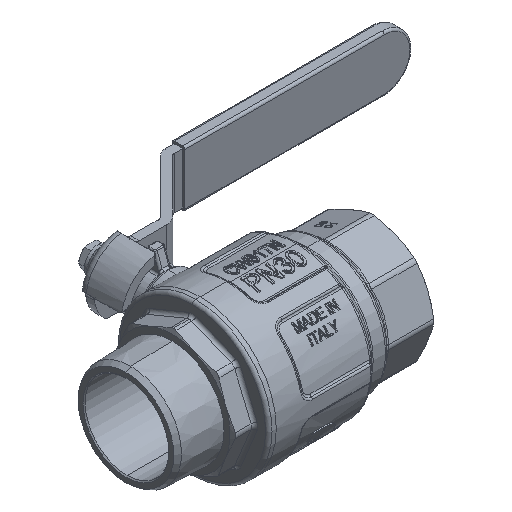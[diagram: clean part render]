
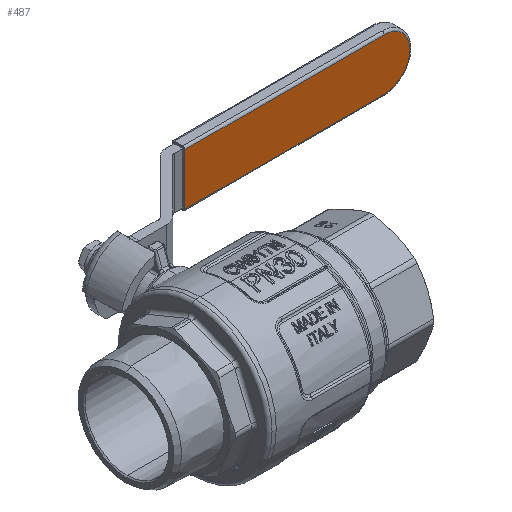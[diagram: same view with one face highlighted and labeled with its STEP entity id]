
A CAD part, isometric view. The second image highlights one B-rep face of the part: STEP entity #487.
In plain terms, the highlighted planar face has unit normal (0, -1, 0).
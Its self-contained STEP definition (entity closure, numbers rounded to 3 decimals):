
#487 = ADVANCED_FACE ( 'NONE', ( #15612 ), #7978, .F. ) ;
#2228 = CARTESIAN_POINT ( 'NONE',  ( 98.592, 86.3, 12. ) ) ;
#2665 = CARTESIAN_POINT ( 'NONE',  ( 149.356, 86.3, -11.37 ) ) ;
#2826 = CARTESIAN_POINT ( 'NONE',  ( 156.435, 86.3, -4.957 ) ) ;
#2973 = CARTESIAN_POINT ( 'NONE',  ( 156.441, 86.3, 4.944 ) ) ;
#3061 = VECTOR ( 'NONE', #43420, 1000. ) ;
#3236 = CARTESIAN_POINT ( 'NONE',  ( 54.113, 86.3, -12. ) ) ;
#3239 = CARTESIAN_POINT ( 'NONE',  ( 148.623, 86.3, 11.613 ) ) ;
#4822 = VERTEX_POINT ( 'NONE', #30533 ) ;
#5970 = CARTESIAN_POINT ( 'NONE',  ( 52.78, 86.3, 12. ) ) ;
#6264 = CARTESIAN_POINT ( 'NONE',  ( 146.293, 86.3, -12. ) ) ;
#6421 = CARTESIAN_POINT ( 'NONE',  ( 150.821, 86.3, -10.785 ) ) ;
#6567 = CARTESIAN_POINT ( 'NONE',  ( 156.866, 86.3, -3.867 ) ) ;
#6732 = CARTESIAN_POINT ( 'NONE',  ( 155.899, 86.3, 5.999 ) ) ;
#6996 = CARTESIAN_POINT ( 'NONE',  ( 57.447, 86.3, -12. ) ) ;
#6998 = CARTESIAN_POINT ( 'NONE',  ( 146.293, 86.3, 12. ) ) ;
#7978 = PLANE ( 'NONE',  #35503 ) ;
#9303 = B_SPLINE_CURVE_WITH_KNOTS ( 'NONE', 3,
 ( #38898, #39207, #46670, #24513, #2228, #28212, #5970 ),
 .UNSPECIFIED., .F., .F.,
 ( 4, 3, 4 ),
 ( 0., 0.024, 0.093 ),
 .UNSPECIFIED. ) ;
#10176 = CARTESIAN_POINT ( 'NONE',  ( 152.488, 86.3, -9.762 ) ) ;
#10334 = CARTESIAN_POINT ( 'NONE',  ( 157.191, 86.3, -2.732 ) ) ;
#10483 = CARTESIAN_POINT ( 'NONE',  ( 155.047, 86.3, 7.311 ) ) ;
#10581 = CARTESIAN_POINT ( 'NONE',  ( 52.78, 86.3, -12. ) ) ;
#10730 = CARTESIAN_POINT ( 'NONE',  ( 62.78, 86.3, -12. ) ) ;
#10877 = ORIENTED_EDGE ( 'NONE', *, *, #31223, .T. ) ;
#12406 = CARTESIAN_POINT ( 'NONE',  ( 145.5, 86.3, -12. ) ) ;
#13894 = CARTESIAN_POINT ( 'NONE',  ( 153.418, 86.3, -9.026 ) ) ;
#14042 = CARTESIAN_POINT ( 'NONE',  ( 157.499, 86.3, -0.792 ) ) ;
#14196 = CARTESIAN_POINT ( 'NONE',  ( 153.432, 86.3, 9.039 ) ) ;
#14472 = CARTESIAN_POINT ( 'NONE',  ( 84.113, 86.3, -12. ) ) ;
#15434 = DIRECTION ( 'NONE',  ( 0., 1., 0. ) ) ;
#15612 = FACE_OUTER_BOUND ( 'NONE', #41734, .T. ) ;
#16302 = VERTEX_POINT ( 'NONE', #34798 ) ;
#17621 = CARTESIAN_POINT ( 'NONE',  ( 154.539, 86.3, -7.932 ) ) ;
#17778 = CARTESIAN_POINT ( 'NONE',  ( 157.481, 86.3, 0.774 ) ) ;
#17928 = CARTESIAN_POINT ( 'NONE',  ( 151.85, 86.3, 10.189 ) ) ;
#18191 = CARTESIAN_POINT ( 'NONE',  ( 111.687, 86.3, -12. ) ) ;
#18529 = CARTESIAN_POINT ( 'NONE',  ( 145.5, 86.3, 0. ) ) ;
#20265 = EDGE_CURVE ( 'NONE', #16302, #43541, #39392, .T. ) ;
#21206 = CARTESIAN_POINT ( 'NONE',  ( 147.072, 86.3, -11.922 ) ) ;
#21365 = CARTESIAN_POINT ( 'NONE',  ( 155.693, 86.3, -6.344 ) ) ;
#21517 = CARTESIAN_POINT ( 'NONE',  ( 157.346, 86.3, 1.952 ) ) ;
#21769 = CARTESIAN_POINT ( 'NONE',  ( 150.821, 86.3, 10.763 ) ) ;
#21932 = CARTESIAN_POINT ( 'NONE',  ( 145.5, 86.3, -12. ) ) ;
#22016 = ORIENTED_EDGE ( 'NONE', *, *, #44572, .T. ) ;
#22610 = B_SPLINE_CURVE_WITH_KNOTS ( 'NONE', 3,
 ( #39656, #6264, #21206, #47111, #24951, #2665, #28648, #6421, #32405, #10176, #36089, #13894, #39814, #17621, #43551, #21365, #47258, #25100, #2826, #28801, #6567, #32555, #10334, #36238, #14042, #39968, #17778, #43698, #21517, #47415, #25252, #2973, #28959, #6732, #32707, #10483, #36405, #14196, #40131, #17928, #43971, #21769, #47665, #25517, #3239, #29208, #6998, #32976 ),
 .UNSPECIFIED., .F., .F.,
 ( 4, 2, 2, 2, 2, 2, 2, 2, 2, 2, 2, 2, 2, 2, 2, 2, 2, 2, 2, 2, 2, 2, 2, 4 ),
 ( 0., 0.002, 0.004, 0.005, 0.007, 0.008, 0.009, 0.012, 0.013, 0.014, 0.015, 0.016, 0.019, 0.02, 0.021, 0.023, 0.025, 0.026, 0.028, 0.03, 0.032, 0.033, 0.035, 0.038 ),
 .UNSPECIFIED. ) ;
#24513 = CARTESIAN_POINT ( 'NONE',  ( 121.498, 86.3, 12. ) ) ;
#24951 = CARTESIAN_POINT ( 'NONE',  ( 148.603, 86.3, -11.599 ) ) ;
#25100 = CARTESIAN_POINT ( 'NONE',  ( 156.268, 86.3, -5.311 ) ) ;
#25252 = CARTESIAN_POINT ( 'NONE',  ( 156.891, 86.3, 3.855 ) ) ;
#25517 = CARTESIAN_POINT ( 'NONE',  ( 149.371, 86.3, 11.386 ) ) ;
#26496 = CARTESIAN_POINT ( 'NONE',  ( 145.5, 86.3, 12. ) ) ;
#27165 = ORIENTED_EDGE ( 'NONE', *, *, #20265, .T. ) ;
#28212 = CARTESIAN_POINT ( 'NONE',  ( 75.686, 86.3, 12. ) ) ;
#28648 = CARTESIAN_POINT ( 'NONE',  ( 149.731, 86.3, -11.236 ) ) ;
#28801 = CARTESIAN_POINT ( 'NONE',  ( 156.734, 86.3, -4.236 ) ) ;
#28959 = CARTESIAN_POINT ( 'NONE',  ( 156.271, 86.3, 5.304 ) ) ;
#29205 = CARTESIAN_POINT ( 'NONE',  ( 54.78, 86.3, -12. ) ) ;
#29208 = CARTESIAN_POINT ( 'NONE',  ( 147.086, 86.3, 11.921 ) ) ;
#30533 = CARTESIAN_POINT ( 'NONE',  ( 52.78, 86.3, 12. ) ) ;
#31223 = EDGE_CURVE ( 'NONE', #4822, #16302, #32713, .T. ) ;
#32405 = CARTESIAN_POINT ( 'NONE',  ( 151.51, 86.3, -10.415 ) ) ;
#32555 = CARTESIAN_POINT ( 'NONE',  ( 157.094, 86.3, -3.117 ) ) ;
#32707 = CARTESIAN_POINT ( 'NONE',  ( 155.698, 86.3, 6.335 ) ) ;
#32713 = LINE ( 'NONE', #35963, #3061 ) ;
#32972 = CARTESIAN_POINT ( 'NONE',  ( 60.113, 86.3, -12. ) ) ;
#32976 = CARTESIAN_POINT ( 'NONE',  ( 145.5, 86.3, 12. ) ) ;
#33172 = EDGE_CURVE ( 'NONE', #41916, #4822, #9303, .T. ) ;
#34798 = CARTESIAN_POINT ( 'NONE',  ( 52.78, 86.3, -12. ) ) ;
#35503 = AXIS2_PLACEMENT_3D ( 'NONE', #18529, #15434, #41381 ) ;
#35963 = CARTESIAN_POINT ( 'NONE',  ( 52.78, 86.3, 0. ) ) ;
#36089 = CARTESIAN_POINT ( 'NONE',  ( 152.806, 86.3, -9.527 ) ) ;
#36238 = CARTESIAN_POINT ( 'NONE',  ( 157.422, 86.3, -1.57 ) ) ;
#36405 = CARTESIAN_POINT ( 'NONE',  ( 154.552, 86.3, 7.918 ) ) ;
#36668 = CARTESIAN_POINT ( 'NONE',  ( 73.447, 86.3, -12. ) ) ;
#38898 = CARTESIAN_POINT ( 'NONE',  ( 145.5, 86.3, 12. ) ) ;
#39207 = CARTESIAN_POINT ( 'NONE',  ( 137.499, 86.3, 12. ) ) ;
#39392 = B_SPLINE_CURVE_WITH_KNOTS ( 'NONE', 3,
 ( #10581, #47662, #3236, #29205, #6996, #32972, #10730, #36668, #14472, #40393, #18191, #44121, #21932 ),
 .UNSPECIFIED., .F., .F.,
 ( 4, 3, 3, 3, 4 ),
 ( 0., 0.002, 0.01, 0.042, 0.093 ),
 .UNSPECIFIED. ) ;
#39656 = CARTESIAN_POINT ( 'NONE',  ( 145.5, 86.3, -12. ) ) ;
#39814 = CARTESIAN_POINT ( 'NONE',  ( 153.709, 86.3, -8.762 ) ) ;
#39968 = CARTESIAN_POINT ( 'NONE',  ( 157.5, 86.3, 0.382 ) ) ;
#40131 = CARTESIAN_POINT ( 'NONE',  ( 152.825, 86.3, 9.536 ) ) ;
#40393 = CARTESIAN_POINT ( 'NONE',  ( 94.78, 86.3, -12. ) ) ;
#41381 = DIRECTION ( 'NONE',  ( 0., 0., 1. ) ) ;
#41734 = EDGE_LOOP ( 'NONE', ( #10877, #27165, #22016, #45550 ) ) ;
#41916 = VERTEX_POINT ( 'NONE', #26496 ) ;
#43420 = DIRECTION ( 'NONE',  ( 0., 0., -1. ) ) ;
#43541 = VERTEX_POINT ( 'NONE', #12406 ) ;
#43551 = CARTESIAN_POINT ( 'NONE',  ( 155.035, 86.3, -7.327 ) ) ;
#43698 = CARTESIAN_POINT ( 'NONE',  ( 157.404, 86.3, 1.56 ) ) ;
#43971 = CARTESIAN_POINT ( 'NONE',  ( 151.515, 86.3, 10.391 ) ) ;
#44121 = CARTESIAN_POINT ( 'NONE',  ( 128.593, 86.3, -12. ) ) ;
#44572 = EDGE_CURVE ( 'NONE', #43541, #41916, #22610, .T. ) ;
#45550 = ORIENTED_EDGE ( 'NONE', *, *, #33172, .T. ) ;
#46670 = CARTESIAN_POINT ( 'NONE',  ( 129.499, 86.3, 12. ) ) ;
#47111 = CARTESIAN_POINT ( 'NONE',  ( 148.222, 86.3, -11.694 ) ) ;
#47258 = CARTESIAN_POINT ( 'NONE',  ( 155.897, 86.3, -6.003 ) ) ;
#47415 = CARTESIAN_POINT ( 'NONE',  ( 157.117, 86.3, 3.106 ) ) ;
#47662 = CARTESIAN_POINT ( 'NONE',  ( 53.447, 86.3, -12. ) ) ;
#47665 = CARTESIAN_POINT ( 'NONE',  ( 150.461, 86.3, 10.933 ) ) ;
